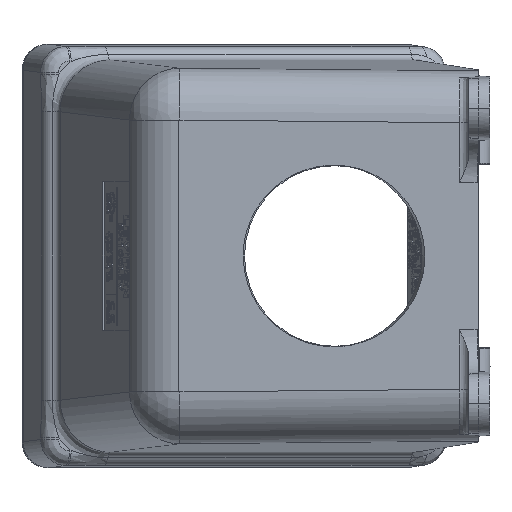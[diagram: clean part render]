
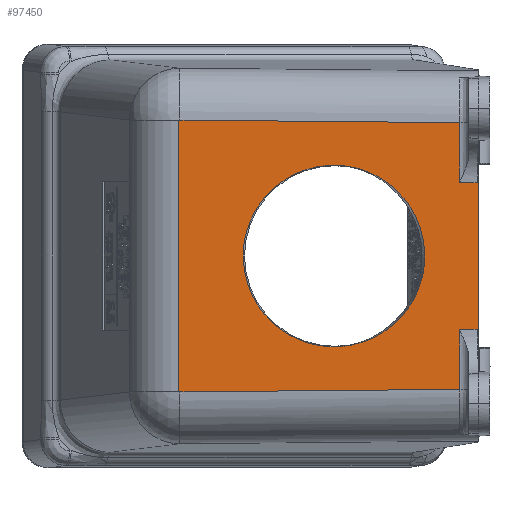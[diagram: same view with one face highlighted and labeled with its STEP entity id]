
A CAD part, left-side view. The second image highlights one B-rep face of the part: STEP entity #97450.
In plain terms, the highlighted planar face has unit normal (-1, 0, 0).
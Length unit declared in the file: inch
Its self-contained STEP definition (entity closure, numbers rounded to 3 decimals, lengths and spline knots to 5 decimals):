
#417 = CARTESIAN_POINT ( 'NONE',  ( 0., 0.97041, 0.75282 ) ) ;
#1095 = CARTESIAN_POINT ( 'NONE',  ( 0., 1.19718, -0.97959 ) ) ;
#3492 = LINE ( 'NONE', #116827, #28449 ) ;
#4389 = DIRECTION ( 'NONE',  ( 0., -0.999, 0.032 ) ) ;
#5518 = LINE ( 'NONE', #36814, #57756 ) ;
#6853 = EDGE_CURVE ( 'NONE', #26800, #80754, #53823, .T. ) ;
#7203 = ORIENTED_EDGE ( 'NONE', *, *, #87728, .T. ) ;
#9341 = CARTESIAN_POINT ( 'NONE',  ( 0., 3.175, 0.16035 ) ) ;
#10152 = CARTESIAN_POINT ( 'NONE',  ( 0., 4.55197, 0.96871 ) ) ;
#11337 = CARTESIAN_POINT ( 'NONE',  ( 0., 0.75688, 0.32064 ) ) ;
#11632 = DIRECTION ( 'NONE',  ( 0., 0., 1. ) ) ;
#11796 = ORIENTED_EDGE ( 'NONE', *, *, #53382, .T. ) ;
#12567 = VECTOR ( 'NONE', #64719, 39.37008 ) ;
#13705 = CARTESIAN_POINT ( 'NONE',  ( 0., 0.255, -0.99704 ) ) ;
#15178 = DIRECTION ( 'NONE',  ( 0., -1., -0.005 ) ) ;
#17024 = LINE ( 'NONE', #115929, #12567 ) ;
#17178 = DIRECTION ( 'NONE',  ( 0., 0., 1. ) ) ;
#20596 = VECTOR ( 'NONE', #15178, 39.37008 ) ;
#20665 = ORIENTED_EDGE ( 'NONE', *, *, #88186, .T. ) ;
#24223 = ORIENTED_EDGE ( 'NONE', *, *, #53650, .T. ) ;
#25911 = VECTOR ( 'NONE', #62736, 39.37008 ) ;
#26800 = VERTEX_POINT ( 'NONE', #121517 ) ;
#28449 = VECTOR ( 'NONE', #54658, 39.37008 ) ;
#29098 = CARTESIAN_POINT ( 'NONE',  ( 0., 2.56693, 1.07039 ) ) ;
#30152 = FACE_BOUND ( 'NONE', #33151, .T. ) ;
#31085 = DIRECTION ( 'NONE',  ( 0., 0.999, 0.032 ) ) ;
#32496 = CARTESIAN_POINT ( 'NONE',  ( 0., 0.255, 1.7996 ) ) ;
#33151 = EDGE_LOOP ( 'NONE', ( #46313 ) ) ;
#33307 = DIRECTION ( 'NONE',  ( 0., 0., -1. ) ) ;
#34283 = LINE ( 'NONE', #76683, #20596 ) ;
#35988 = CARTESIAN_POINT ( 'NONE',  ( 0., 4.0416, 1.83383 ) ) ;
#36814 = CARTESIAN_POINT ( 'NONE',  ( 0., 4.51901, -1.83814 ) ) ;
#36875 = VECTOR ( 'NONE', #31085, 39.37008 ) ;
#38926 = VERTEX_POINT ( 'NONE', #111417 ) ;
#40163 = LINE ( 'NONE', #10152, #25911 ) ;
#40665 = LINE ( 'NONE', #124075, #36875 ) ;
#41897 = ORIENTED_EDGE ( 'NONE', *, *, #98375, .T. ) ;
#42005 = CARTESIAN_POINT ( 'NONE',  ( 0., 1.33307, 1.07039 ) ) ;
#42662 = CARTESIAN_POINT ( 'NONE',  ( 0., 2.11035, 1.225 ) ) ;
#44339 = CARTESIAN_POINT ( 'NONE',  ( 0., 0.255, 2.65 ) ) ;
#46283 = CARTESIAN_POINT ( 'NONE',  ( 0., 4.0416, -1.83383 ) ) ;
#46313 = ORIENTED_EDGE ( 'NONE', *, *, #53615, .F. ) ;
#47607 = CARTESIAN_POINT ( 'NONE',  ( 0., 3.14312, -0.32064 ) ) ;
#48971 = CARTESIAN_POINT ( 'NONE',  ( 0., 2.56693, -1.07039 ) ) ;
#50293 = CARTESIAN_POINT ( 'NONE',  ( 0., 1.33307, -1.07039 ) ) ;
#50960 = CARTESIAN_POINT ( 'NONE',  ( 0., 2.70282, 0.97959 ) ) ;
#52274 = CARTESIAN_POINT ( 'NONE',  ( 0., 0.725, 0.16035 ) ) ;
#52949 = CARTESIAN_POINT ( 'NONE',  ( 0., 2.27064, 1.19312 ) ) ;
#53382 = EDGE_CURVE ( 'NONE', #26800, #135135, #40163, .T. ) ;
#53615 = EDGE_CURVE ( 'NONE', #38926, #38926, #108709, .T. ) ;
#53650 = EDGE_CURVE ( 'NONE', #135135, #131465, #40665, .T. ) ;
#53823 = LINE ( 'NONE', #104424, #93847 ) ;
#54658 = DIRECTION ( 'NONE',  ( 0., 1., 0.009 ) ) ;
#55636 = ORIENTED_EDGE ( 'NONE', *, *, #102218, .T. ) ;
#56777 = CARTESIAN_POINT ( 'NONE',  ( 0., 0.255, 2.65 ) ) ;
#57756 = VECTOR ( 'NONE', #100418, 39.37008 ) ;
#60612 = CARTESIAN_POINT ( 'NONE',  ( 0., 0.97041, -0.75282 ) ) ;
#61282 = CARTESIAN_POINT ( 'NONE',  ( 0., 1.62936, -1.19312 ) ) ;
#62612 = CARTESIAN_POINT ( 'NONE',  ( 0., 0.255, 0.99704 ) ) ;
#62736 = DIRECTION ( 'NONE',  ( 0., 1., -0.005 ) ) ;
#63259 = CARTESIAN_POINT ( 'NONE',  ( 0., 1.62936, 1.19312 ) ) ;
#64719 = DIRECTION ( 'NONE',  ( 0., 0., -1. ) ) ;
#68118 = CARTESIAN_POINT ( 'NONE',  ( 0., 3.175, 0. ) ) ;
#68786 = CARTESIAN_POINT ( 'NONE',  ( 0., 2.70282, -0.97959 ) ) ;
#71201 = EDGE_LOOP ( 'NONE', ( #77512, #7203, #116518, #11796, #24223, #55636, #107899, #133986, #20665, #41897 ) ) ;
#76655 = VECTOR ( 'NONE', #4389, 39.37008 ) ;
#76683 = CARTESIAN_POINT ( 'NONE',  ( 0., -0.00267, -0.98928 ) ) ;
#77512 = ORIENTED_EDGE ( 'NONE', *, *, #112397, .T. ) ;
#80121 = FACE_OUTER_BOUND ( 'NONE', #71201, .T. ) ;
#80754 = VERTEX_POINT ( 'NONE', #84343 ) ;
#81481 = PLANE ( 'NONE',  #89979 ) ;
#84343 = CARTESIAN_POINT ( 'NONE',  ( 0., 0., -0.98927 ) ) ;
#84390 = CARTESIAN_POINT ( 'NONE',  ( 0., 0.75688, -0.32064 ) ) ;
#87728 = EDGE_CURVE ( 'NONE', #106201, #80754, #34283, .T. ) ;
#88186 = EDGE_CURVE ( 'NONE', #133146, #122626, #5518, .T. ) ;
#89278 = CARTESIAN_POINT ( 'NONE',  ( 0., 3.02039, -0.61693 ) ) ;
#89380 = VERTEX_POINT ( 'NONE', #13705 ) ;
#89979 = AXIS2_PLACEMENT_3D ( 'NONE', #132764, #132078, #90353 ) ;
#90353 = DIRECTION ( 'NONE',  ( 0., 1., 0. ) ) ;
#92703 = LINE ( 'NONE', #113886, #76655 ) ;
#92852 = EDGE_CURVE ( 'NONE', #112360, #120626, #3492, .T. ) ;
#93847 = VECTOR ( 'NONE', #33307, 39.37008 ) ;
#93998 = CARTESIAN_POINT ( 'NONE',  ( 0., 1.78965, 1.225 ) ) ;
#94687 = CARTESIAN_POINT ( 'NONE',  ( 0., 3.14312, 0.32064 ) ) ;
#97450 = ADVANCED_FACE ( 'NONE', ( #30152, #80121 ), #81481, .F. ) ;
#98375 = EDGE_CURVE ( 'NONE', #122626, #89380, #125687, .T. ) ;
#100418 = DIRECTION ( 'NONE',  ( 0., -1., 0.009 ) ) ;
#101435 = CARTESIAN_POINT ( 'NONE',  ( 0., 0.01899, -0.98934 ) ) ;
#102218 = EDGE_CURVE ( 'NONE', #131465, #112360, #110705, .T. ) ;
#102231 = CARTESIAN_POINT ( 'NONE',  ( 0., 0.725, -0.16035 ) ) ;
#102921 = CARTESIAN_POINT ( 'NONE',  ( 0., 3.175, 0. ) ) ;
#103251 = VECTOR ( 'NONE', #11632, 39.37008 ) ;
#103572 = CARTESIAN_POINT ( 'NONE',  ( 0., 2.27064, -1.19312 ) ) ;
#104424 = CARTESIAN_POINT ( 'NONE',  ( 0., 0., 2.65 ) ) ;
#104907 = CARTESIAN_POINT ( 'NONE',  ( 0., 1.78965, -1.225 ) ) ;
#106201 = VERTEX_POINT ( 'NONE', #101435 ) ;
#107899 = ORIENTED_EDGE ( 'NONE', *, *, #92852, .T. ) ;
#108709 = B_SPLINE_CURVE_WITH_KNOTS ( 'NONE', 3,
 ( #68118, #109778, #47607, #89278, #130992, #68786, #48971, #103572, #134350, #104907, #61282, #50293, #1095, #60612, #113117, #84390, #102231, #52274, #11337, #113805, #417, #112470, #42005, #63259, #93998, #42662, #52949, #29098, #50960, #135004, #114450, #94687, #9341, #102921 ),
 .UNSPECIFIED., .T., .F.,
 ( 4, 2, 2, 2, 2, 2, 2, 2, 2, 2, 2, 2, 2, 2, 2, 2, 4 ),
 ( 0., 0.01216, 0.02432, 0.03648, 0.04864, 0.06081, 0.07297, 0.08513, 0.09729, 0.10945, 0.12161, 0.13377, 0.14593, 0.15809, 0.17026, 0.18242, 0.19458 ),
 .UNSPECIFIED. ) ;
#109778 = CARTESIAN_POINT ( 'NONE',  ( 0., 3.175, -0.16035 ) ) ;
#110705 = LINE ( 'NONE', #56777, #112599 ) ;
#111417 = CARTESIAN_POINT ( 'NONE',  ( 0., 3.175, 0. ) ) ;
#112360 = VERTEX_POINT ( 'NONE', #32496 ) ;
#112397 = EDGE_CURVE ( 'NONE', #89380, #106201, #92703, .T. ) ;
#112470 = CARTESIAN_POINT ( 'NONE',  ( 0., 1.19718, 0.97959 ) ) ;
#112599 = VECTOR ( 'NONE', #17178, 39.37008 ) ;
#113117 = CARTESIAN_POINT ( 'NONE',  ( 0., 0.87961, -0.61693 ) ) ;
#113805 = CARTESIAN_POINT ( 'NONE',  ( 0., 0.87961, 0.61693 ) ) ;
#113886 = CARTESIAN_POINT ( 'NONE',  ( 0., 0.01866, -0.98957 ) ) ;
#114450 = CARTESIAN_POINT ( 'NONE',  ( 0., 3.02039, 0.61693 ) ) ;
#115059 = CARTESIAN_POINT ( 'NONE',  ( 0., 0.255, -1.7996 ) ) ;
#115929 = CARTESIAN_POINT ( 'NONE',  ( 0., 4.0416, 2.65 ) ) ;
#116518 = ORIENTED_EDGE ( 'NONE', *, *, #6853, .F. ) ;
#116827 = CARTESIAN_POINT ( 'NONE',  ( 0., 4.56569, 1.83856 ) ) ;
#118414 = CARTESIAN_POINT ( 'NONE',  ( 0., 0.01899, 0.98942 ) ) ;
#120626 = VERTEX_POINT ( 'NONE', #35988 ) ;
#121517 = CARTESIAN_POINT ( 'NONE',  ( 0., 0., 0.98927 ) ) ;
#122626 = VERTEX_POINT ( 'NONE', #115059 ) ;
#124075 = CARTESIAN_POINT ( 'NONE',  ( 0., 4.60751, 1.13474 ) ) ;
#125687 = LINE ( 'NONE', #44339, #103251 ) ;
#130147 = EDGE_CURVE ( 'NONE', #120626, #133146, #17024, .T. ) ;
#130992 = CARTESIAN_POINT ( 'NONE',  ( 0., 2.92959, -0.75282 ) ) ;
#131465 = VERTEX_POINT ( 'NONE', #62612 ) ;
#132078 = DIRECTION ( 'NONE',  ( 1., 0., 0. ) ) ;
#132764 = CARTESIAN_POINT ( 'NONE',  ( 0., 4.55957, 2.65 ) ) ;
#133146 = VERTEX_POINT ( 'NONE', #46283 ) ;
#133986 = ORIENTED_EDGE ( 'NONE', *, *, #130147, .T. ) ;
#134350 = CARTESIAN_POINT ( 'NONE',  ( 0., 2.11035, -1.225 ) ) ;
#135004 = CARTESIAN_POINT ( 'NONE',  ( 0., 2.92959, 0.75282 ) ) ;
#135135 = VERTEX_POINT ( 'NONE', #118414 ) ;
